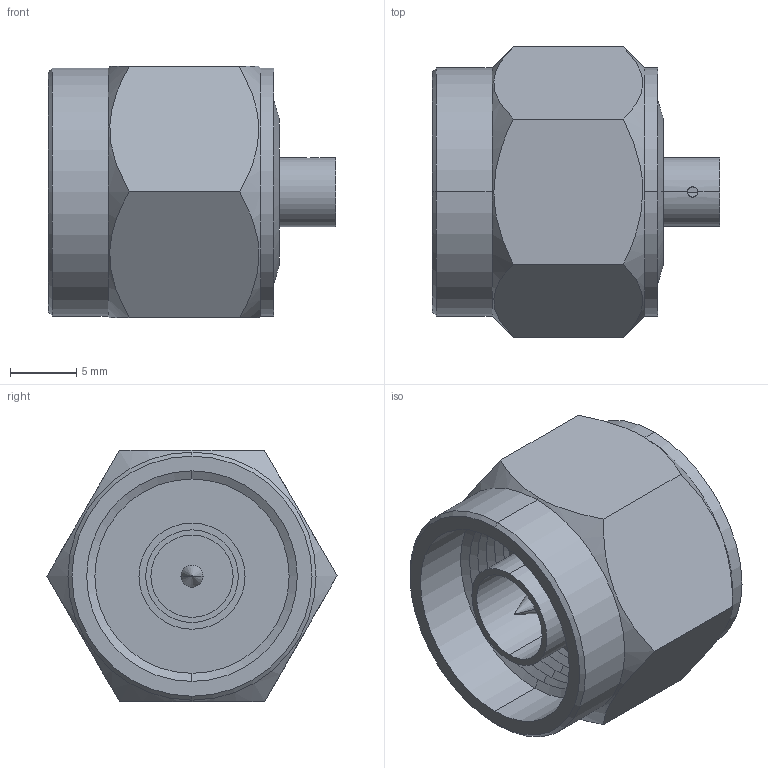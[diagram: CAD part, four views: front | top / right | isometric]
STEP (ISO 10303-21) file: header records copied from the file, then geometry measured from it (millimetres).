
FILE_DESCRIPTION (( 'STEP AP214' ), '1' );
FILE_NAME ('ANM-1P200.STEP', '2015-10-28T12:56:40', ( 'L-Com' ), ( 'L-Com Global Connectivity' ), 'SwSTEP 2.0', 'SolidWorks 2014', '' );
FILE_SCHEMA (( 'AUTOMOTIVE_DESIGN' ));
Length unit declared in the file: inch
Products named in the file (3): ANM-1P200; ANM-1P200-MA1; ANM-1P200-MA2
Assembly tree (2 placements, depth 2):
  ANM-1P200
    ANM-1P200-MA1
    ANM-1P200-MA2
Bounding box: 21.65 x 21.88 x 18.96 mm (x, y, z)
Volume: 3465.3 mm3; surface area: 3018.9 mm2
Topology: 2 solids, 2 shells, 87 faces, 188 edges, 112 vertices
Faces by surface type: cone 36, cylinder 32, plane 19
Entity records: 2734 total; most frequent: CARTESIAN_POINT 684, DIRECTION 436, ORIENTED_EDGE 376, EDGE_CURVE 188, AXIS2_PLACEMENT_3D 180, VERTEX_POINT 112, EDGE_LOOP 102, CIRCLE 88
